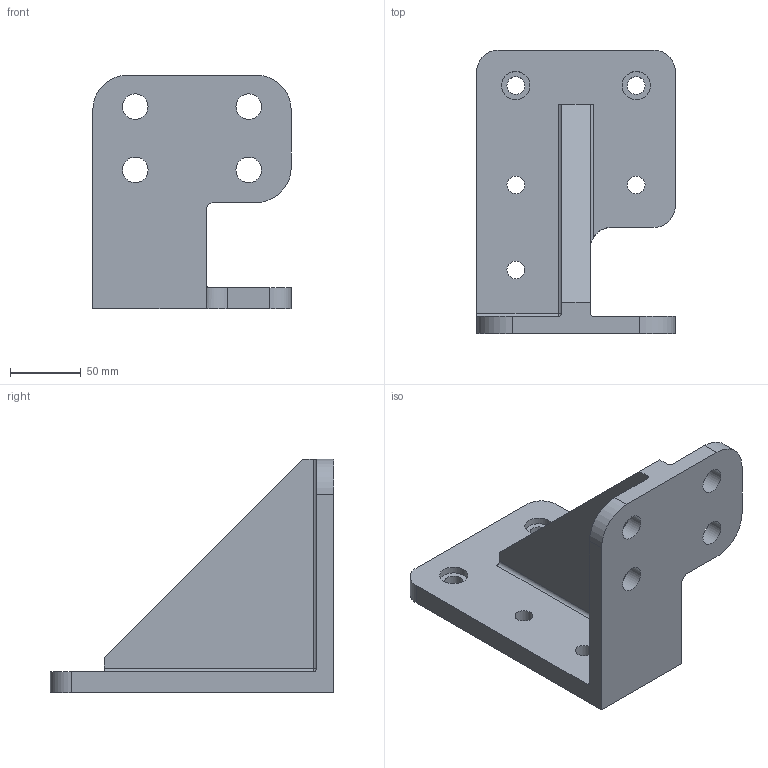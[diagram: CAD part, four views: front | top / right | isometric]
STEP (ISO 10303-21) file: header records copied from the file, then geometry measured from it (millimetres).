
FILE_DESCRIPTION(/* description */ (''),/* implementation_level */ '2;1');
FILE_NAME(/* name */ 'Bracket gen v1.step',/* time_stamp */ '2023-06-28T13:54:18-05:00',/* author */ (''),/* organization */ (''),/* preprocessor_version */ 'ST-DEVELOPER v19.2',/* originating_system */ 'Autodesk Translation Framework v12.6.0.85',/* authorisation */ '');
FILE_SCHEMA (('AUTOMOTIVE_DESIGN { 1 0 10303 214 3 1 1 }'));
Length unit declared in the file: millimetre
Products named in the file (1): Bracket gen
Bounding box: 140 x 200 x 165 mm (x, y, z)
Volume: 786460.8 mm3; surface area: 121061.1 mm2
Topology: 1 solids, 1 shells, 43 faces, 114 edges, 75 vertices
Faces by surface type: cylinder 24, plane 18, sphere 1
Full cylindrical faces by diameter (mm): 12.5 x5, 18.022 x4, 20 x2
Entity records: 1436 total; most frequent: CARTESIAN_POINT 247, DIRECTION 246, ORIENTED_EDGE 228, EDGE_CURVE 114, AXIS2_PLACEMENT_3D 90, VERTEX_POINT 75, LINE 66, VECTOR 66
